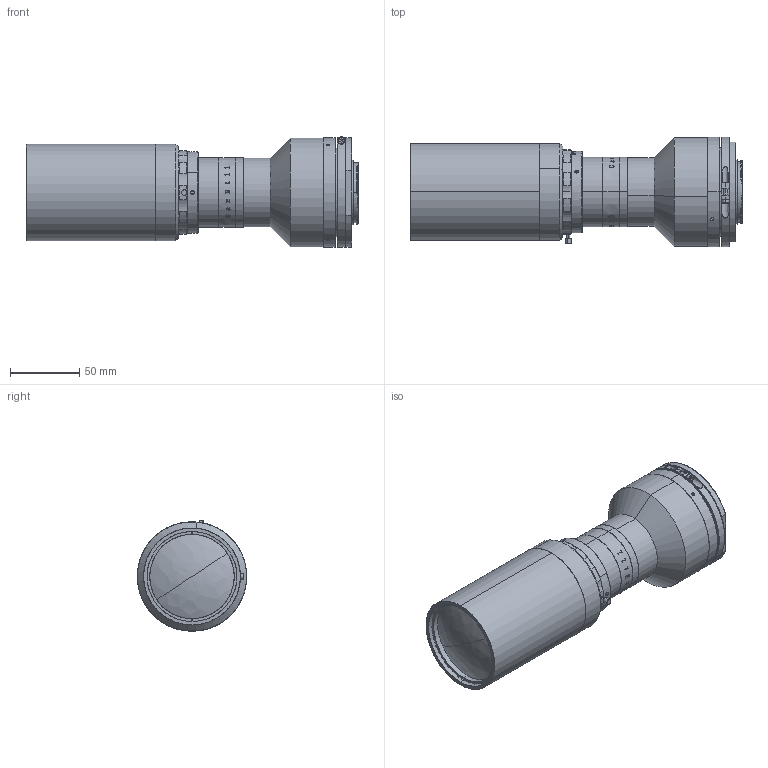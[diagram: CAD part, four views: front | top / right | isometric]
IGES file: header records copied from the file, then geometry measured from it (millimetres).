
Start section: SolidWorks IGES file using analytic representation for surfaces
Global section: file name: XF-PTL04532-F-VI.IGS; native system: SolidWorks 2014; preprocessor: SolidWorks 2014; author: lawlynn; date: 191024.155836; units: millimetre
Bounding box: 239.93 x 79 x 79.75 mm (x, y, z)
Surface area: 83349.4 mm2 (no closed solid volume)
Topology: 0 solids, 0 shells, 287 faces, 7596 edges, 7592 vertices
Faces by surface type: revolution 171, bspline 116
